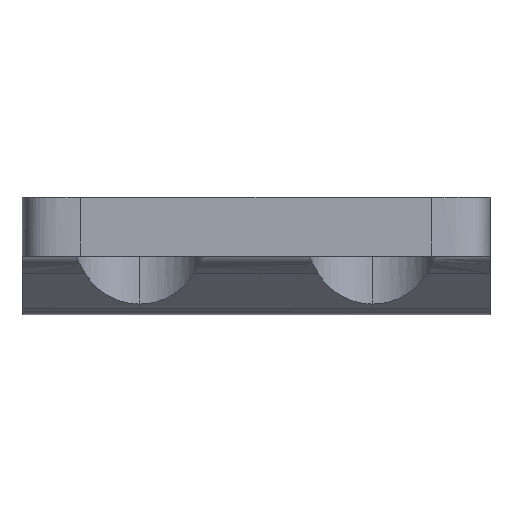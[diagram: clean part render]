
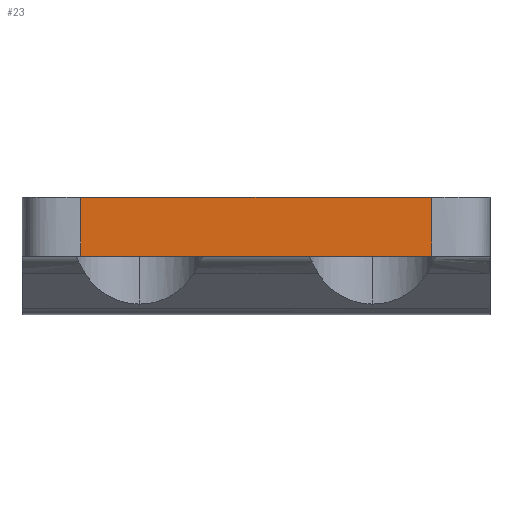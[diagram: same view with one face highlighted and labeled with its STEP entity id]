
A CAD part, front view. The second image highlights one B-rep face of the part: STEP entity #23.
In plain terms, the highlighted planar face has unit normal (0, -1, 0).
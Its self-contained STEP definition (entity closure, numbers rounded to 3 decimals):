
#23=ADVANCED_FACE('',(#83),#1057,.T.);
#83=FACE_OUTER_BOUND('',#143,.T.);
#143=EDGE_LOOP('',(#214,#215,#216,#217));
#214=ORIENTED_EDGE('',*,*,#640,.T.);
#215=ORIENTED_EDGE('',*,*,#632,.T.);
#216=ORIENTED_EDGE('',*,*,#641,.T.);
#217=ORIENTED_EDGE('',*,*,#634,.T.);
#632=EDGE_CURVE('',#962,#961,#830,.T.);
#634=EDGE_CURVE('',#965,#964,#832,.T.);
#640=EDGE_CURVE('',#964,#962,#838,.T.);
#641=EDGE_CURVE('',#961,#965,#839,.T.);
#830=B_SPLINE_CURVE_WITH_KNOTS('',1,(#1908,#1909),.UNSPECIFIED.,.F.,.F.,
(2,2),(3.,21.),.UNSPECIFIED.);
#832=B_SPLINE_CURVE_WITH_KNOTS('',1,(#1912,#1913),.UNSPECIFIED.,.F.,.F.,
(2,2),(-98.425,-79.375),.UNSPECIFIED.);
#838=B_SPLINE_CURVE_WITH_KNOTS('',1,(#1924,#1925),.UNSPECIFIED.,.F.,.F.,
(2,2),(0.,3.021),.UNSPECIFIED.);
#839=B_SPLINE_CURVE_WITH_KNOTS('',1,(#1926,#1927),.UNSPECIFIED.,.F.,.F.,
(2,2),(0.,3.021),.UNSPECIFIED.);
#961=VERTEX_POINT('',#1609);
#962=VERTEX_POINT('',#1610);
#964=VERTEX_POINT('',#1612);
#965=VERTEX_POINT('',#1613);
#1057=PLANE('',#1171);
#1171=AXIS2_PLACEMENT_3D('',#1253,#1212,$);
#1212=DIRECTION('',(0.,-1.,0.));
#1253=CARTESIAN_POINT('',(-169.498,-58.898,89.977));
#1609=CARTESIAN_POINT('',(-148.498,-58.898,89.977));
#1610=CARTESIAN_POINT('',(-166.498,-58.898,89.977));
#1612=CARTESIAN_POINT('',(-166.498,-58.898,92.999));
#1613=CARTESIAN_POINT('',(-148.498,-58.898,92.999));
#1908=CARTESIAN_POINT('',(-166.498,-58.898,89.977));
#1909=CARTESIAN_POINT('',(-148.498,-58.898,89.977));
#1912=CARTESIAN_POINT('',(-148.498,-58.898,92.999));
#1913=CARTESIAN_POINT('',(-166.498,-58.898,92.999));
#1924=CARTESIAN_POINT('',(-166.498,-58.898,92.999));
#1925=CARTESIAN_POINT('',(-166.498,-58.898,89.977));
#1926=CARTESIAN_POINT('',(-148.498,-58.898,89.977));
#1927=CARTESIAN_POINT('',(-148.498,-58.898,92.999));
